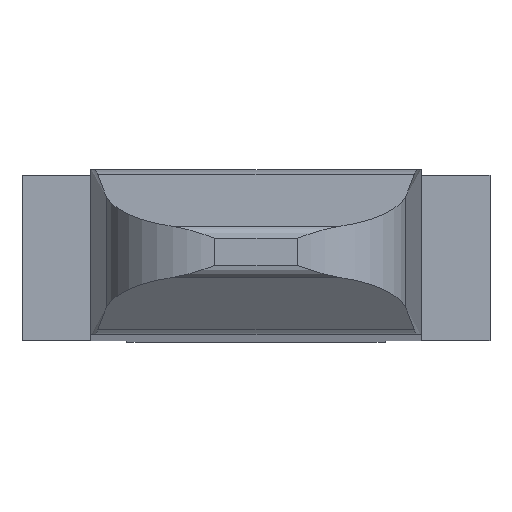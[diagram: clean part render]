
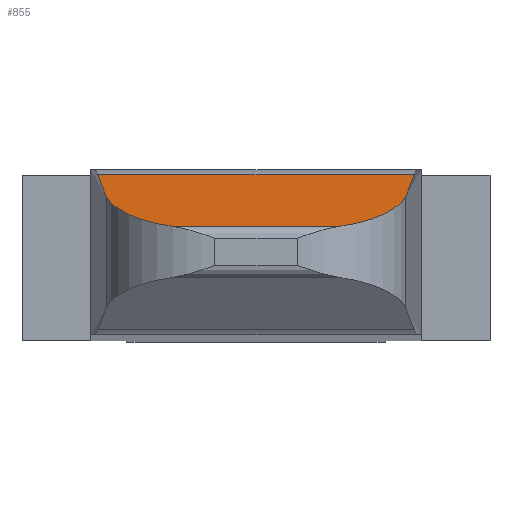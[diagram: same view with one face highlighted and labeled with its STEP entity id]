
A CAD part, top view. The second image highlights one B-rep face of the part: STEP entity #855.
In plain terms, the highlighted planar face has unit normal (0, 0.94, 0.342).
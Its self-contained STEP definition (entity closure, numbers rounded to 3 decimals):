
#70 = VERTEX_POINT ( 'NONE', #1062 ) ;
#87 = CARTESIAN_POINT ( 'NONE',  ( -0.521, 0.152, -0.194 ) ) ;
#156 = CARTESIAN_POINT ( 'NONE',  ( 0.575, 0.282, -0.55 ) ) ;
#236 = ORIENTED_EDGE ( 'NONE', *, *, #1375, .F. ) ;
#291 =( BOUNDED_CURVE ( )  B_SPLINE_CURVE ( 3, ( #1389, #868, #87, #996 ),
 .UNSPECIFIED., .F., .F. ) 
 B_SPLINE_CURVE_WITH_KNOTS ( ( 4, 4 ),
 ( 0.388, 1.404 ),
 .UNSPECIFIED. ) 
 CURVE ( )  GEOMETRIC_REPRESENTATION_ITEM ( )  RATIONAL_B_SPLINE_CURVE ( ( 1., 0.916, 0.916, 1. ) ) 
 REPRESENTATION_ITEM ( '' )  );
#294 = CARTESIAN_POINT ( 'NONE',  ( 0.567, 0.256, -0.478 ) ) ;
#296 = EDGE_CURVE ( 'NONE', #467, #674, #718, .T. ) ;
#298 = EDGE_CURVE ( 'NONE', #674, #611, #1480, .T. ) ;
#403 = EDGE_CURVE ( 'NONE', #611, #70, #291, .T. ) ;
#425 = CARTESIAN_POINT ( 'NONE',  ( 0.557, 0.229, -0.406 ) ) ;
#447 = VECTOR ( 'NONE', #1091, 1000. ) ;
#467 = VERTEX_POINT ( 'NONE', #903 ) ;
#569 = CARTESIAN_POINT ( 'NONE',  ( -0.575, 0.282, -0.55 ) ) ;
#571 = CARTESIAN_POINT ( 'NONE',  ( 0.521, 0.152, -0.194 ) ) ;
#611 = VERTEX_POINT ( 'NONE', #807 ) ;
#637 = VERTEX_POINT ( 'NONE', #954 ) ;
#674 = VERTEX_POINT ( 'NONE', #1424 ) ;
#696 = DIRECTION ( 'NONE',  ( 0., -0.94, -0.342 ) ) ;
#700 = CARTESIAN_POINT ( 'NONE',  ( 0.432, 0.112, -0.083 ) ) ;
#718 =( BOUNDED_CURVE ( )  B_SPLINE_CURVE ( 3, ( #1217, #571, #700, #827 ),
 .UNSPECIFIED., .F., .F. ) 
 B_SPLINE_CURVE_WITH_KNOTS ( ( 4, 4 ),
 ( 4.879, 5.895 ),
 .UNSPECIFIED. ) 
 CURVE ( )  GEOMETRIC_REPRESENTATION_ITEM ( )  RATIONAL_B_SPLINE_CURVE ( ( 1., 0.916, 0.916, 1. ) ) 
 REPRESENTATION_ITEM ( '' )  );
#807 = CARTESIAN_POINT ( 'NONE',  ( -0.301, 0.092, -0.03 ) ) ;
#812 = EDGE_CURVE ( 'NONE', #1209, #467, #1608, .T. ) ;
#813 =( BOUNDED_CURVE ( )  B_SPLINE_CURVE ( 3, ( #1464, #1333, #1598, #569 ),
 .UNSPECIFIED., .F., .F. ) 
 B_SPLINE_CURVE_WITH_KNOTS ( ( 4, 4 ),
 ( 1.404, 1.459 ),
 .UNSPECIFIED. ) 
 CURVE ( )  GEOMETRIC_REPRESENTATION_ITEM ( )  RATIONAL_B_SPLINE_CURVE ( ( 1., 1., 1., 1. ) ) 
 REPRESENTATION_ITEM ( '' )  );
#827 = CARTESIAN_POINT ( 'NONE',  ( 0.301, 0.092, -0.03 ) ) ;
#855 = ADVANCED_FACE ( 'NONE', ( #1636 ), #941, .F. ) ;
#868 = CARTESIAN_POINT ( 'NONE',  ( -0.432, 0.112, -0.083 ) ) ;
#870 = EDGE_LOOP ( 'NONE', ( #1070, #1510, #1588, #236, #895, #1444 ) ) ;
#895 = ORIENTED_EDGE ( 'NONE', *, *, #1314, .F. ) ;
#903 = CARTESIAN_POINT ( 'NONE',  ( 0.544, 0.203, -0.334 ) ) ;
#941 = PLANE ( 'NONE',  #1008 ) ;
#954 = CARTESIAN_POINT ( 'NONE',  ( -0.575, 0.282, -0.55 ) ) ;
#996 = CARTESIAN_POINT ( 'NONE',  ( -0.544, 0.203, -0.334 ) ) ;
#1008 = AXIS2_PLACEMENT_3D ( 'NONE', #1474, #696, #1613 ) ;
#1018 = CARTESIAN_POINT ( 'NONE',  ( 0.575, 0.282, -0.55 ) ) ;
#1030 = LINE ( 'NONE', #1168, #1542 ) ;
#1033 = DIRECTION ( 'NONE',  ( 1., 0., 0. ) ) ;
#1062 = CARTESIAN_POINT ( 'NONE',  ( -0.544, 0.203, -0.334 ) ) ;
#1070 = ORIENTED_EDGE ( 'NONE', *, *, #298, .F. ) ;
#1091 = DIRECTION ( 'NONE',  ( -1., 0., 0. ) ) ;
#1168 = CARTESIAN_POINT ( 'NONE',  ( -0.582, 0.282, -0.55 ) ) ;
#1209 = VERTEX_POINT ( 'NONE', #1018 ) ;
#1217 = CARTESIAN_POINT ( 'NONE',  ( 0.544, 0.203, -0.334 ) ) ;
#1314 = EDGE_CURVE ( 'NONE', #70, #637, #813, .T. ) ;
#1333 = CARTESIAN_POINT ( 'NONE',  ( -0.557, 0.229, -0.406 ) ) ;
#1335 = CARTESIAN_POINT ( 'NONE',  ( 0.544, 0.203, -0.334 ) ) ;
#1375 = EDGE_CURVE ( 'NONE', #637, #1209, #1030, .T. ) ;
#1389 = CARTESIAN_POINT ( 'NONE',  ( -0.301, 0.092, -0.03 ) ) ;
#1424 = CARTESIAN_POINT ( 'NONE',  ( 0.301, 0.092, -0.03 ) ) ;
#1444 = ORIENTED_EDGE ( 'NONE', *, *, #403, .F. ) ;
#1464 = CARTESIAN_POINT ( 'NONE',  ( -0.544, 0.203, -0.334 ) ) ;
#1474 = CARTESIAN_POINT ( 'NONE',  ( -0.582, 0.092, -0.03 ) ) ;
#1477 = CARTESIAN_POINT ( 'NONE',  ( -0.582, 0.092, -0.03 ) ) ;
#1480 = LINE ( 'NONE', #1477, #447 ) ;
#1510 = ORIENTED_EDGE ( 'NONE', *, *, #296, .F. ) ;
#1542 = VECTOR ( 'NONE', #1033, 1000. ) ;
#1588 = ORIENTED_EDGE ( 'NONE', *, *, #812, .F. ) ;
#1598 = CARTESIAN_POINT ( 'NONE',  ( -0.567, 0.256, -0.478 ) ) ;
#1608 =( BOUNDED_CURVE ( )  B_SPLINE_CURVE ( 3, ( #156, #294, #425, #1335 ),
 .UNSPECIFIED., .F., .F. ) 
 B_SPLINE_CURVE_WITH_KNOTS ( ( 4, 4 ),
 ( 4.825, 4.879 ),
 .UNSPECIFIED. ) 
 CURVE ( )  GEOMETRIC_REPRESENTATION_ITEM ( )  RATIONAL_B_SPLINE_CURVE ( ( 1., 1., 1., 1. ) ) 
 REPRESENTATION_ITEM ( '' )  );
#1613 = DIRECTION ( 'NONE',  ( 0., 0.342, -0.94 ) ) ;
#1636 = FACE_OUTER_BOUND ( 'NONE', #870, .T. ) ;
